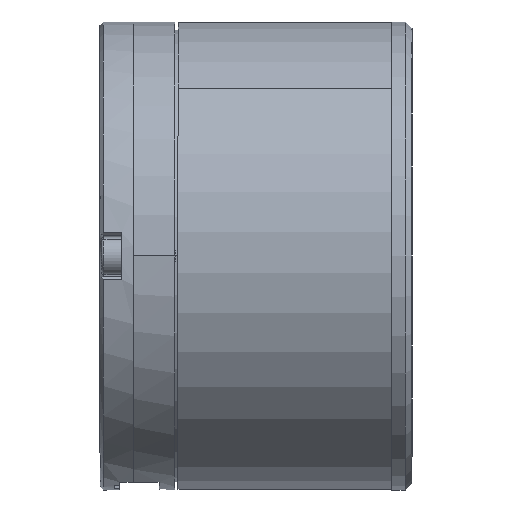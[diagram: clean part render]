
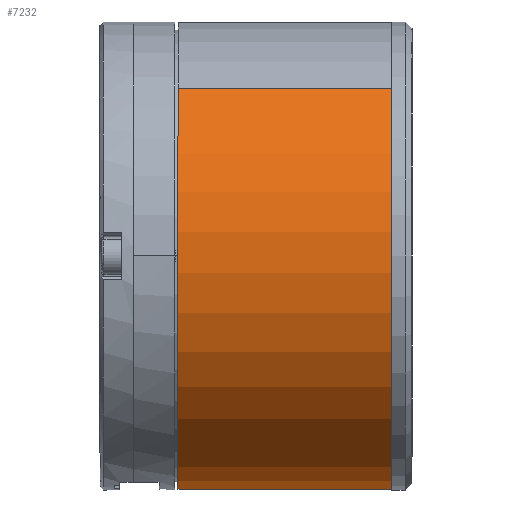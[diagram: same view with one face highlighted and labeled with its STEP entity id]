
A CAD part, front view. The second image highlights one B-rep face of the part: STEP entity #7232.
In plain terms, the highlighted cylindrical face has radius 34.5 mm (diameter 69 mm), a partial arc.
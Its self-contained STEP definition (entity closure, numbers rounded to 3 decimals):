
#2585 = AXIS2_PLACEMENT_3D ( 'NONE', #6188, #6222, #6201 ) ;
#5828 = CARTESIAN_POINT ( 'NONE',  ( -3., -24.034, 24.751 ) ) ;
#5829 = DIRECTION ( 'NONE',  ( -1., 0., 0. ) ) ;
#5874 = CARTESIAN_POINT ( 'NONE',  ( -3., 24.034, -24.751 ) ) ;
#5898 = DIRECTION ( 'NONE',  ( -1., 0., 0. ) ) ;
#5904 = DIRECTION ( 'NONE',  ( -1., 0., 0. ) ) ;
#5912 = DIRECTION ( 'NONE',  ( 0., 0.697, -0.717 ) ) ;
#5913 = DIRECTION ( 'NONE',  ( 0., 0.697, -0.717 ) ) ;
#5915 = CARTESIAN_POINT ( 'NONE',  ( -34.5, 0., 0. ) ) ;
#5916 = CARTESIAN_POINT ( 'NONE',  ( -3., 0., 0. ) ) ;
#5919 = DIRECTION ( 'NONE',  ( 1., 0., 0. ) ) ;
#6188 = CARTESIAN_POINT ( 'NONE',  ( -3., 0., 0. ) ) ;
#6201 = DIRECTION ( 'NONE',  ( 0., 0.697, -0.717 ) ) ;
#6222 = DIRECTION ( 'NONE',  ( -1., 0., 0. ) ) ;
#7232 = ADVANCED_FACE ( 'NONE', ( #14724 ), #14726, .T. ) ;
#9024 = EDGE_CURVE ( 'NONE', #11732, #11686, #18726, .T. ) ;
#9042 = EDGE_CURVE ( 'NONE', #11686, #11692, #18695, .T. ) ;
#9045 = EDGE_CURVE ( 'NONE', #11718, #11692, #18737, .T. ) ;
#9047 = EDGE_CURVE ( 'NONE', #11718, #11732, #18750, .T. ) ;
#9776 = CARTESIAN_POINT ( 'NONE',  ( -34.5, -24.034, 24.751 ) ) ;
#9792 = CARTESIAN_POINT ( 'NONE',  ( -34.5, 24.034, -24.751 ) ) ;
#9837 = CARTESIAN_POINT ( 'NONE',  ( -3., 24.034, -24.751 ) ) ;
#9845 = CARTESIAN_POINT ( 'NONE',  ( -3., -24.034, 24.751 ) ) ;
#11686 = VERTEX_POINT ( 'NONE', #9776 ) ;
#11692 = VERTEX_POINT ( 'NONE', #9792 ) ;
#11718 = VERTEX_POINT ( 'NONE', #9837 ) ;
#11732 = VERTEX_POINT ( 'NONE', #9845 ) ;
#14724 = FACE_OUTER_BOUND ( 'NONE', #20428, .T. ) ;
#14726 = CYLINDRICAL_SURFACE ( 'NONE', #2585, 34.5 ) ;
#17945 = AXIS2_PLACEMENT_3D ( 'NONE', #5915, #5919, #5912 ) ;
#17966 = AXIS2_PLACEMENT_3D ( 'NONE', #5916, #5898, #5913 ) ;
#18695 = CIRCLE ( 'NONE', #17945, 34.5 ) ;
#18707 = VECTOR ( 'NONE', #5829, 1000. ) ;
#18726 = LINE ( 'NONE', #5828, #18707 ) ;
#18737 = LINE ( 'NONE', #5874, #18745 ) ;
#18745 = VECTOR ( 'NONE', #5904, 1000. ) ;
#18750 = CIRCLE ( 'NONE', #17966, 34.5 ) ;
#20256 = ORIENTED_EDGE ( 'NONE', *, *, #9045, .F. ) ;
#20275 = ORIENTED_EDGE ( 'NONE', *, *, #9042, .T. ) ;
#20288 = ORIENTED_EDGE ( 'NONE', *, *, #9024, .T. ) ;
#20312 = ORIENTED_EDGE ( 'NONE', *, *, #9047, .T. ) ;
#20428 = EDGE_LOOP ( 'NONE', ( #20312, #20288, #20275, #20256 ) ) ;
